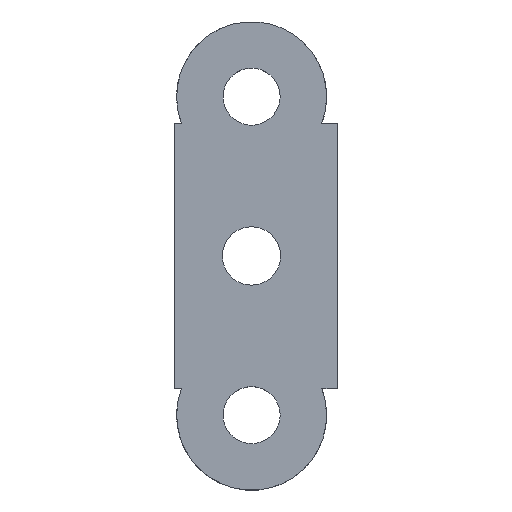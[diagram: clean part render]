
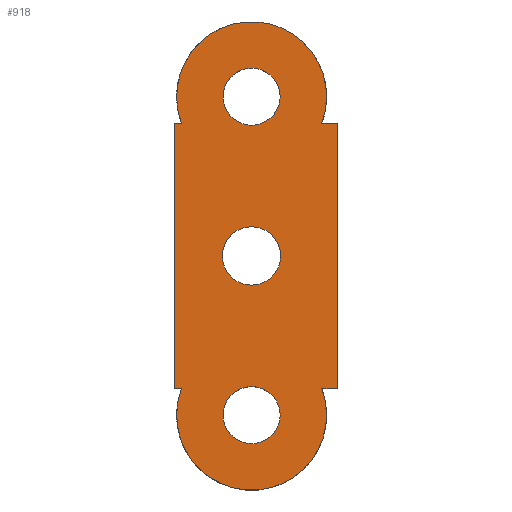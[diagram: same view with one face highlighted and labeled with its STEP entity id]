
A CAD part, top view. The second image highlights one B-rep face of the part: STEP entity #918.
In plain terms, the highlighted planar face has unit normal (0, 0, 1).
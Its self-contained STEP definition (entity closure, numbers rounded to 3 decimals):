
#22=FACE_BOUND('',#162,.T.);
#23=FACE_BOUND('',#163,.T.);
#24=FACE_BOUND('',#164,.T.);
#62=PLANE('',#1012);
#110=FACE_OUTER_BOUND('',#161,.T.);
#161=EDGE_LOOP('',(#832,#833,#834,#835,#836,#837,#838,#839,#840,#841));
#162=EDGE_LOOP('',(#842));
#163=EDGE_LOOP('',(#843));
#164=EDGE_LOOP('',(#844));
#214=LINE('',#1403,#307);
#219=LINE('',#1413,#312);
#234=LINE('',#1467,#327);
#237=LINE('',#1473,#330);
#257=LINE('',#1570,#350);
#258=LINE('',#1575,#351);
#261=LINE('',#1582,#354);
#307=VECTOR('',#1121,10.);
#312=VECTOR('',#1128,10.);
#327=VECTOR('',#1159,10.);
#330=VECTOR('',#1164,10.);
#350=VECTOR('',#1248,10.);
#351=VECTOR('',#1255,10.);
#354=VECTOR('',#1264,10.);
#355=CIRCLE('',#935,2.15);
#357=CIRCLE('',#938,2.15);
#379=CIRCLE('',#1002,2.2);
#380=CIRCLE('',#1004,5.65);
#381=CIRCLE('',#1007,5.65);
#382=CIRCLE('',#1010,8.5);
#383=VERTEX_POINT('',#1271);
#385=VERTEX_POINT('',#1277);
#425=VERTEX_POINT('',#1400);
#426=VERTEX_POINT('',#1402);
#429=VERTEX_POINT('',#1410);
#430=VERTEX_POINT('',#1412);
#446=VERTEX_POINT('',#1464);
#447=VERTEX_POINT('',#1466);
#448=VERTEX_POINT('',#1470);
#449=VERTEX_POINT('',#1472);
#466=VERTEX_POINT('',#1564);
#467=VERTEX_POINT('',#1574);
#468=VERTEX_POINT('',#1578);
#469=EDGE_CURVE('',#383,#383,#355,.T.);
#472=EDGE_CURVE('',#385,#385,#357,.T.);
#527=EDGE_CURVE('',#425,#426,#214,.T.);
#532=EDGE_CURVE('',#429,#430,#219,.T.);
#553=EDGE_CURVE('',#446,#447,#234,.T.);
#556=EDGE_CURVE('',#448,#449,#237,.T.);
#589=EDGE_CURVE('',#466,#466,#379,.T.);
#590=EDGE_CURVE('',#425,#430,#380,.T.);
#591=EDGE_CURVE('',#447,#429,#257,.T.);
#592=EDGE_CURVE('',#446,#449,#381,.T.);
#593=EDGE_CURVE('',#467,#448,#258,.T.);
#595=EDGE_CURVE('',#468,#467,#382,.T.);
#597=EDGE_CURVE('',#426,#468,#261,.T.);
#832=ORIENTED_EDGE('',*,*,#590,.T.);
#833=ORIENTED_EDGE('',*,*,#532,.F.);
#834=ORIENTED_EDGE('',*,*,#591,.F.);
#835=ORIENTED_EDGE('',*,*,#553,.F.);
#836=ORIENTED_EDGE('',*,*,#592,.T.);
#837=ORIENTED_EDGE('',*,*,#556,.F.);
#838=ORIENTED_EDGE('',*,*,#593,.F.);
#839=ORIENTED_EDGE('',*,*,#595,.F.);
#840=ORIENTED_EDGE('',*,*,#597,.F.);
#841=ORIENTED_EDGE('',*,*,#527,.F.);
#842=ORIENTED_EDGE('',*,*,#469,.T.);
#843=ORIENTED_EDGE('',*,*,#472,.T.);
#844=ORIENTED_EDGE('',*,*,#589,.T.);
#918=ADVANCED_FACE('',(#110,#22,#23,#24),#62,.T.);
#935=AXIS2_PLACEMENT_3D('',#1272,#1018,#1019);
#938=AXIS2_PLACEMENT_3D('',#1278,#1025,#1026);
#1002=AXIS2_PLACEMENT_3D('',#1566,#1240,#1241);
#1004=AXIS2_PLACEMENT_3D('',#1568,#1244,#1245);
#1007=AXIS2_PLACEMENT_3D('',#1572,#1251,#1252);
#1010=AXIS2_PLACEMENT_3D('',#1579,#1259,#1260);
#1012=AXIS2_PLACEMENT_3D('',#1583,#1265,#1266);
#1018=DIRECTION('center_axis',(0.,0.,-1.));
#1019=DIRECTION('ref_axis',(-1.,0.,0.));
#1025=DIRECTION('center_axis',(0.,0.,-1.));
#1026=DIRECTION('ref_axis',(-1.,0.,0.));
#1121=DIRECTION('',(-1.,0.,0.));
#1128=DIRECTION('',(-1.,0.,0.));
#1159=DIRECTION('',(1.,0.,0.));
#1164=DIRECTION('',(1.,0.,0.));
#1240=DIRECTION('center_axis',(0.,0.,-1.));
#1241=DIRECTION('ref_axis',(1.,0.,0.));
#1244=DIRECTION('center_axis',(0.,0.,1.));
#1245=DIRECTION('ref_axis',(-0.935,0.354,0.));
#1248=DIRECTION('',(0.,-1.,0.));
#1251=DIRECTION('center_axis',(0.,0.,1.));
#1252=DIRECTION('ref_axis',(0.934,-0.356,0.));
#1255=DIRECTION('',(0.,1.,0.));
#1259=DIRECTION('center_axis',(0.,0.,1.));
#1260=DIRECTION('ref_axis',(1.,-0.004,0.));
#1264=DIRECTION('',(0.,1.,0.));
#1265=DIRECTION('center_axis',(0.,0.,1.));
#1266=DIRECTION('ref_axis',(1.,0.,0.));
#1271=CARTESIAN_POINT('',(2.163,-12.002,-13.55));
#1272=CARTESIAN_POINT('Origin',(0.013,-12.002,-13.55));
#1277=CARTESIAN_POINT('',(2.163,12.003,-13.55));
#1278=CARTESIAN_POINT('Origin',(0.013,12.003,-13.55));
#1400=CARTESIAN_POINT('',(-5.27,-10.,-13.55));
#1402=CARTESIAN_POINT('',(-5.814,-10.,-13.55));
#1403=CARTESIAN_POINT('',(-5.27,-10.,-13.55));
#1410=CARTESIAN_POINT('',(6.5,-10.,-13.55));
#1412=CARTESIAN_POINT('',(5.296,-10.,-13.55));
#1413=CARTESIAN_POINT('',(6.5,-10.,-13.55));
#1464=CARTESIAN_POINT('',(5.293,9.992,-13.55));
#1466=CARTESIAN_POINT('',(6.5,9.992,-13.55));
#1467=CARTESIAN_POINT('',(5.293,9.992,-13.55));
#1470=CARTESIAN_POINT('',(-5.814,9.992,-13.55));
#1472=CARTESIAN_POINT('',(-5.267,9.992,-13.55));
#1473=CARTESIAN_POINT('',(-5.814,9.992,-13.55));
#1564=CARTESIAN_POINT('',(-2.2,0.,-13.55));
#1566=CARTESIAN_POINT('Origin',(0.,0.,-13.55));
#1568=CARTESIAN_POINT('Origin',(0.013,-12.002,-13.55));
#1570=CARTESIAN_POINT('',(6.5,9.992,-13.55));
#1572=CARTESIAN_POINT('Origin',(0.013,12.003,-13.55));
#1574=CARTESIAN_POINT('',(-5.814,0.03,-13.55));
#1575=CARTESIAN_POINT('',(-5.814,0.03,-13.55));
#1578=CARTESIAN_POINT('',(-5.814,-0.034,-13.55));
#1579=CARTESIAN_POINT('Origin',(-14.314,-0.002,
-13.55));
#1582=CARTESIAN_POINT('',(-5.814,-10.,-13.55));
#1583=CARTESIAN_POINT('Origin',(0.343,0.,-13.55));
